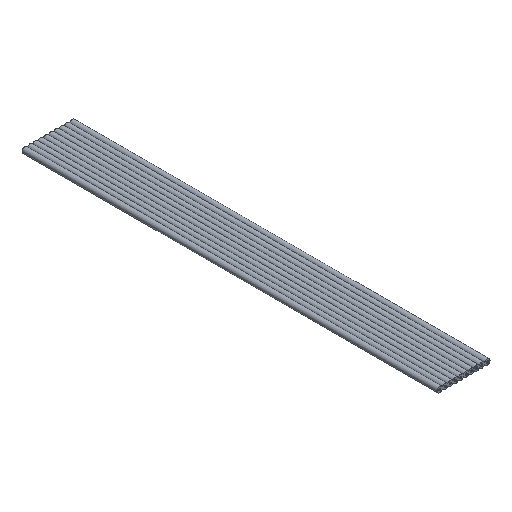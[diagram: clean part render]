
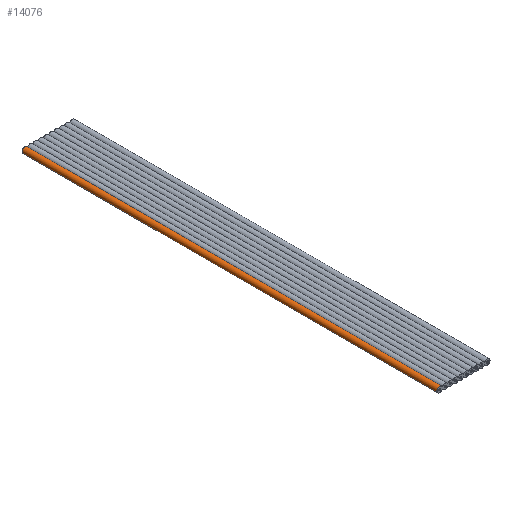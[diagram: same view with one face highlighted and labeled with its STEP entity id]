
A CAD part, isometric view. The second image highlights one B-rep face of the part: STEP entity #14076.
In plain terms, the highlighted free-form (B-spline) face has degree [3, 1] with [7, 2] control points.
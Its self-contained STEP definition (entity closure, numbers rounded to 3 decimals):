
#396=B_SPLINE_SURFACE_WITH_KNOTS('',3,1,((#19978,#19979),(#19980,#19981),
(#19982,#19983),(#19984,#19985),(#19986,#19987),(#19988,#19989),(#19990,
#19991)),.SURF_OF_LINEAR_EXTRUSION.,.F.,.F.,.F.,(4,1,1,1,4),(2,2),(0.388,
1.765,3.142,4.518,5.895),(0.,
1.),.UNSPECIFIED.);
#448=LINE('',#19992,#1240);
#449=LINE('',#19994,#1241);
#1240=VECTOR('',#16340,1000.);
#1241=VECTOR('',#16341,1000.);
#1992=ELLIPSE('',#14723,0.34,0.33);
#2016=ELLIPSE('',#14807,0.34,0.33);
#2238=ORIENTED_EDGE('',*,*,#5318,.F.);
#2239=ORIENTED_EDGE('',*,*,#5194,.T.);
#2240=ORIENTED_EDGE('',*,*,#5319,.F.);
#2241=ORIENTED_EDGE('',*,*,#5320,.F.);
#5194=EDGE_CURVE('',#6743,#6742,#1992,.T.);
#5318=EDGE_CURVE('',#6743,#6850,#448,.F.);
#5319=EDGE_CURVE('',#6851,#6742,#449,.T.);
#5320=EDGE_CURVE('',#6850,#6851,#2016,.T.);
#6742=VERTEX_POINT('',#19586);
#6743=VERTEX_POINT('',#19588);
#6850=VERTEX_POINT('',#19993);
#6851=VERTEX_POINT('',#19995);
#8441=EDGE_LOOP('',(#2238,#2239,#2240,#2241));
#9099=FACE_BOUND('',#8441,.T.);
#14076=ADVANCED_FACE('',(#9099),#396,.F.);
#14723=AXIS2_PLACEMENT_3D('',#19587,#16132,#16133);
#14807=AXIS2_PLACEMENT_3D('',#19996,#16342,#16343);
#16132=DIRECTION('',(0.,1.,0.));
#16133=DIRECTION('',(1.,0.,0.));
#16340=DIRECTION('',(0.,-1.,0.));
#16341=DIRECTION('',(0.,-1.,0.));
#16342=DIRECTION('',(0.,1.,0.));
#16343=DIRECTION('',(1.,0.,0.));
#19586=CARTESIAN_POINT('',(-2.543,0.,0.125));
#19587=CARTESIAN_POINT('',(-2.858,0.,0.));
#19588=CARTESIAN_POINT('',(-2.543,0.,-0.125));
#19978=CARTESIAN_POINT('',(-2.543,50.,-0.125));
#19979=CARTESIAN_POINT('',(-2.543,0.,-0.125));
#19980=CARTESIAN_POINT('',(-2.602,50.,-0.265));
#19981=CARTESIAN_POINT('',(-2.602,0.,-0.265));
#19982=CARTESIAN_POINT('',(-2.947,50.,-0.441));
#19983=CARTESIAN_POINT('',(-2.947,0.,-0.441));
#19984=CARTESIAN_POINT('',(-3.323,50.,0.));
#19985=CARTESIAN_POINT('',(-3.323,0.,0.));
#19986=CARTESIAN_POINT('',(-2.947,50.,0.441));
#19987=CARTESIAN_POINT('',(-2.947,0.,0.441));
#19988=CARTESIAN_POINT('',(-2.602,50.,0.265));
#19989=CARTESIAN_POINT('',(-2.602,0.,0.265));
#19990=CARTESIAN_POINT('',(-2.543,50.,0.125));
#19991=CARTESIAN_POINT('',(-2.543,0.,0.125));
#19992=CARTESIAN_POINT('',(-2.543,50.,-0.125));
#19993=CARTESIAN_POINT('',(-2.543,50.,-0.125));
#19994=CARTESIAN_POINT('',(-2.543,50.,0.125));
#19995=CARTESIAN_POINT('',(-2.543,50.,0.125));
#19996=CARTESIAN_POINT('',(-2.858,50.,0.));
